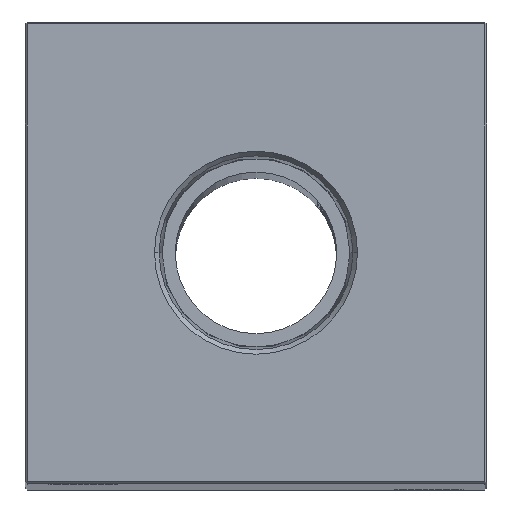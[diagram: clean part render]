
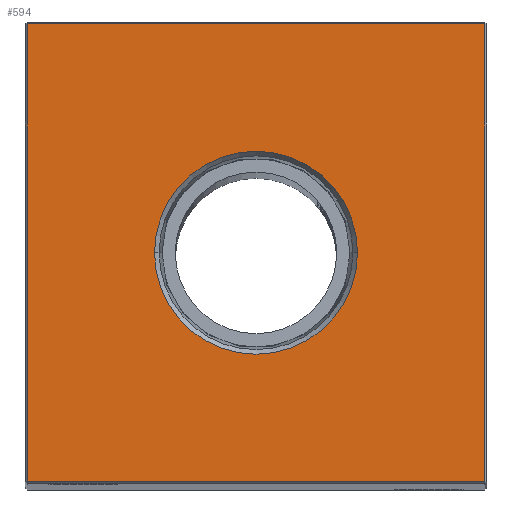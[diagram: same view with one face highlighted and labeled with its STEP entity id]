
A CAD part, top view. The second image highlights one B-rep face of the part: STEP entity #594.
In plain terms, the highlighted planar face has unit normal (0, 0, 1).
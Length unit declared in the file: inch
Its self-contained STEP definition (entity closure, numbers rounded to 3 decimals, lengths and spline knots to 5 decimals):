
#207 = DIRECTION ( 'NONE',  ( 1., 0., 0. ) ) ;
#425 = EDGE_CURVE ( 'NONE', #7542, #5610, #21072, .T. ) ;
#426 = CARTESIAN_POINT ( 'NONE',  ( 0., -1.24, 20.5 ) ) ;
#594 = ADVANCED_FACE ( 'NONE', ( #33129, #9457 ), #20025, .F. ) ;
#666 = EDGE_CURVE ( 'NONE', #23664, #7542, #9956, .T. ) ;
#1713 = DIRECTION ( 'NONE',  ( 0., 0., 1. ) ) ;
#1831 = CARTESIAN_POINT ( 'NONE',  ( 1.24, -1.24, 20.5 ) ) ;
#2098 = VECTOR ( 'NONE', #7897, 39.37008 ) ;
#3242 = EDGE_CURVE ( 'NONE', #23817, #23664, #24212, .T. ) ;
#4303 = EDGE_LOOP ( 'NONE', ( #29366, #15714, #26449, #34042 ) ) ;
#5610 = VERTEX_POINT ( 'NONE', #32518 ) ;
#5657 = VECTOR ( 'NONE', #31070, 39.37008 ) ;
#7542 = VERTEX_POINT ( 'NONE', #28303 ) ;
#7897 = DIRECTION ( 'NONE',  ( -1., 0., 0. ) ) ;
#8604 = AXIS2_PLACEMENT_3D ( 'NONE', #25477, #1713, #12291 ) ;
#8678 = DIRECTION ( 'NONE',  ( 0., -1., 0. ) ) ;
#9457 = FACE_BOUND ( 'NONE', #28456, .T. ) ;
#9806 = DIRECTION ( 'NONE',  ( -1., 0., 0. ) ) ;
#9956 = LINE ( 'NONE', #20534, #5657 ) ;
#10395 = EDGE_CURVE ( 'NONE', #16982, #26893, #23551, .T. ) ;
#10421 = ORIENTED_EDGE ( 'NONE', *, *, #20171, .F. ) ;
#10452 = AXIS2_PLACEMENT_3D ( 'NONE', #13394, #23997, #207 ) ;
#10693 = CARTESIAN_POINT ( 'NONE',  ( -1.24, -1.24, 20.5 ) ) ;
#11018 = DIRECTION ( 'NONE',  ( 1., 0., 0. ) ) ;
#11197 = CARTESIAN_POINT ( 'NONE',  ( -0.5499, 0., 20.5 ) ) ;
#12291 = DIRECTION ( 'NONE',  ( 1., 0., 0. ) ) ;
#13104 = ORIENTED_EDGE ( 'NONE', *, *, #10395, .F. ) ;
#13394 = CARTESIAN_POINT ( 'NONE',  ( 0., 0., 20.5 ) ) ;
#13537 = VECTOR ( 'NONE', #8678, 39.37008 ) ;
#15714 = ORIENTED_EDGE ( 'NONE', *, *, #3242, .T. ) ;
#16431 = VECTOR ( 'NONE', #11018, 39.37008 ) ;
#16982 = VERTEX_POINT ( 'NONE', #30444 ) ;
#20025 = PLANE ( 'NONE',  #31107 ) ;
#20171 = EDGE_CURVE ( 'NONE', #26893, #16982, #25395, .T. ) ;
#20534 = CARTESIAN_POINT ( 'NONE',  ( 1.24, 0., 20.5 ) ) ;
#21072 = LINE ( 'NONE', #31608, #2098 ) ;
#21847 = LINE ( 'NONE', #32389, #13537 ) ;
#22964 = CARTESIAN_POINT ( 'NONE',  ( 0., 0., 20.5 ) ) ;
#23551 = CIRCLE ( 'NONE', #8604, 0.5499 ) ;
#23664 = VERTEX_POINT ( 'NONE', #1831 ) ;
#23817 = VERTEX_POINT ( 'NONE', #10693 ) ;
#23997 = DIRECTION ( 'NONE',  ( 0., 0., 1. ) ) ;
#24212 = LINE ( 'NONE', #426, #16431 ) ;
#25395 = CIRCLE ( 'NONE', #10452, 0.5499 ) ;
#25477 = CARTESIAN_POINT ( 'NONE',  ( 0., 0., 20.5 ) ) ;
#26449 = ORIENTED_EDGE ( 'NONE', *, *, #666, .T. ) ;
#26893 = VERTEX_POINT ( 'NONE', #11197 ) ;
#28303 = CARTESIAN_POINT ( 'NONE',  ( 1.24, 1.24, 20.5 ) ) ;
#28456 = EDGE_LOOP ( 'NONE', ( #13104, #10421 ) ) ;
#29095 = EDGE_CURVE ( 'NONE', #5610, #23817, #21847, .T. ) ;
#29366 = ORIENTED_EDGE ( 'NONE', *, *, #29095, .T. ) ;
#30444 = CARTESIAN_POINT ( 'NONE',  ( 0.5499, 0., 20.5 ) ) ;
#31070 = DIRECTION ( 'NONE',  ( 0., 1., 0. ) ) ;
#31107 = AXIS2_PLACEMENT_3D ( 'NONE', #22964, #33468, #9806 ) ;
#31608 = CARTESIAN_POINT ( 'NONE',  ( 0., 1.24, 20.5 ) ) ;
#32389 = CARTESIAN_POINT ( 'NONE',  ( -1.24, 0., 20.5 ) ) ;
#32518 = CARTESIAN_POINT ( 'NONE',  ( -1.24, 1.24, 20.5 ) ) ;
#33129 = FACE_OUTER_BOUND ( 'NONE', #4303, .T. ) ;
#33468 = DIRECTION ( 'NONE',  ( 0., 0., -1. ) ) ;
#34042 = ORIENTED_EDGE ( 'NONE', *, *, #425, .T. ) ;
